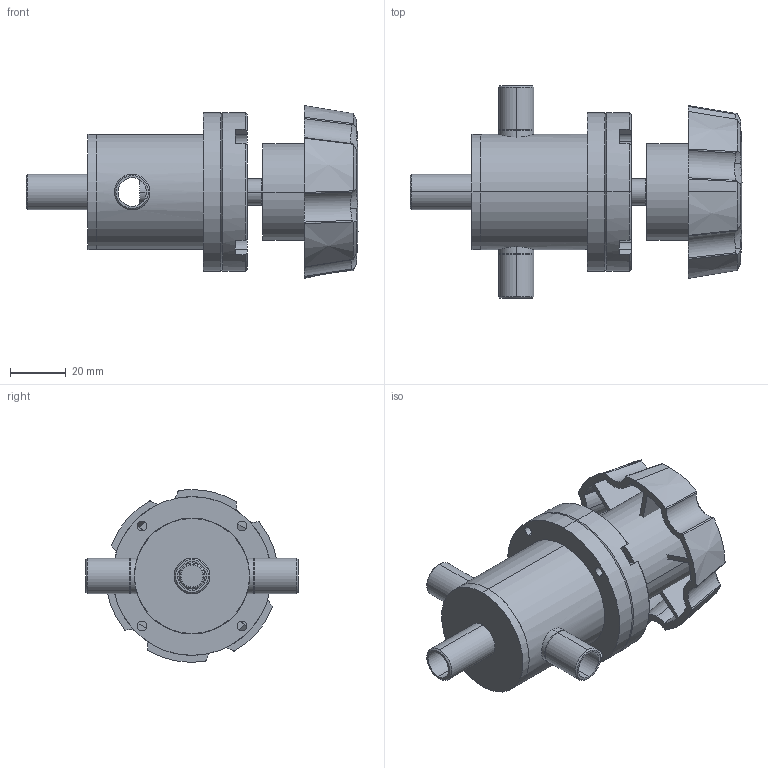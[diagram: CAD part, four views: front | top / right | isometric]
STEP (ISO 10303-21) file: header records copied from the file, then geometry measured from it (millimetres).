
FILE_DESCRIPTION (( 'STEP AP214' ), '1' );
FILE_NAME ('T-5000-H_TEE_VALVE_MANUAL.STEP', '2020-04-21T07:19:02', ( 'admin' ), ( 'Microsoft' ), 'SwSTEP 2.0', 'SolidWorks 2016', '' );
FILE_SCHEMA (( 'AUTOMOTIVE_DESIGN' ));
Length unit declared in the file: inch
Products named in the file (1): T-5000-H_TEE_VALVE_MANUAL
Bounding box: 119.05 x 76.2 x 61.96 mm (x, y, z)
Volume: 81143.6 mm3; surface area: 57881 mm2
Topology: 11 solids, 11 shells, 302 faces, 769 edges, 506 vertices
Faces by surface type: cylinder 123, plane 89, cone 73, bspline 16, sphere 1
Entity records: 11069 total; most frequent: CARTESIAN_POINT 3723, ORIENTED_EDGE 1538, DIRECTION 1435, EDGE_CURVE 769, AXIS2_PLACEMENT_3D 584, VERTEX_POINT 506, EDGE_LOOP 357, ADVANCED_FACE 302
